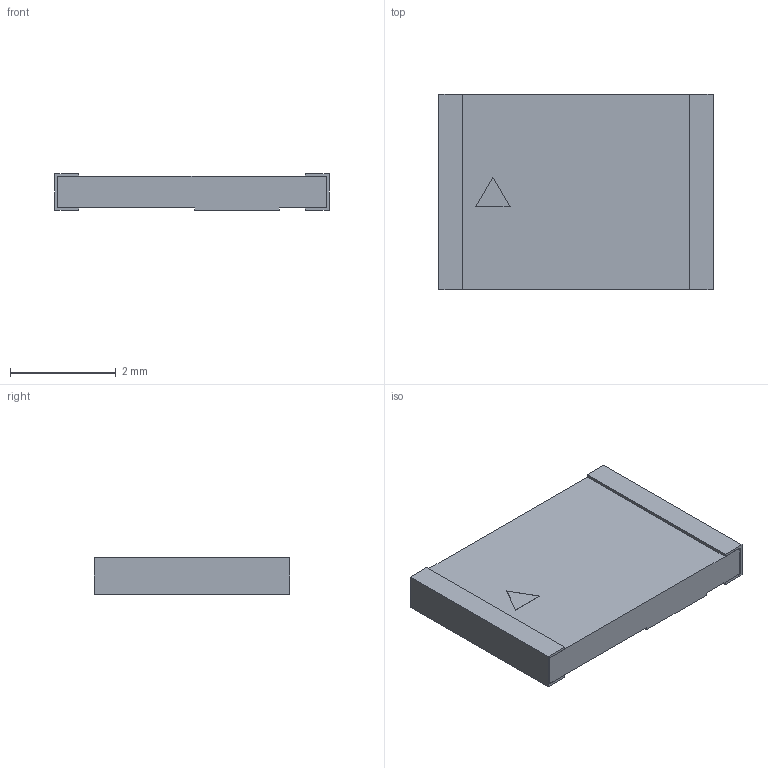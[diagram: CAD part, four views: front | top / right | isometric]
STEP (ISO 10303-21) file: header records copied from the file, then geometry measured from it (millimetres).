
FILE_DESCRIPTION(('STEP AP214'),'1');
FILE_NAME('AE_Wurth_WE-MCA_7488922455.step','2025-03-31T09:34:53',(' '),('ANSOFT Corporation'),'Spatial InterOp 3D',' ',' ');
FILE_SCHEMA(('AUTOMOTIVE_DESIGN { 1 0 10303 214 1 1 1 1 }'));
Length unit declared in the file: millimetre
Products named in the file (1): 7488922455
Bounding box: 5.2 x 3.7 x 0.7 mm (x, y, z)
Volume: 11.9 mm3; surface area: 51.6 mm2
Topology: 2 solids, 2 shells, 47 faces, 118 edges, 76 vertices
Faces by surface type: plane 47
Entity records: 1756 total; most frequent: CARTESIAN_POINT 243, ORIENTED_EDGE 236, DIRECTION 216, EDGE_CURVE 118, LINE 118, VECTOR 118, VERTEX_POINT 76, AXIS2_PLACEMENT_3D 49
